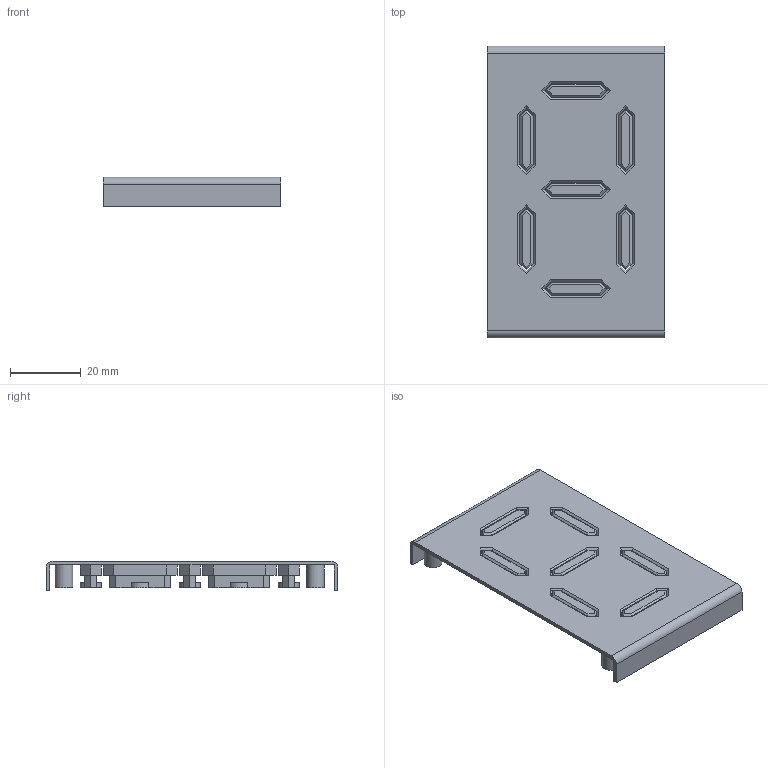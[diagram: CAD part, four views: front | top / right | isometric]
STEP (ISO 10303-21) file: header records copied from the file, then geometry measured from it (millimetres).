
FILE_DESCRIPTION(/* description */ (''),/* implementation_level */ '2;1');
FILE_NAME(/* name */ 'Mechanical Display v2.1.step',/* time_stamp */ '2021-04-19T00:16:11+06:00',/* author */ (''),/* organization */ (''),/* preprocessor_version */ 'ST-DEVELOPER v18.1',/* originating_system */ 'Autodesk Translation Framework v10.6.0.1341',/* authorisation */ '');
FILE_SCHEMA (('AUTOMOTIVE_DESIGN { 1 0 10303 214 3 1 1 }'));
Length unit declared in the file: millimetre
Products named in the file (4): Mechanical Display v2.1; Face; Segment; Magnet
Assembly tree (15 placements, depth 2):
  Mechanical Display v2.1
    Segment  x7
    Face
    Magnet  x7
Bounding box: 50.2 x 82.5 x 8.3 mm (x, y, z)
Volume: 7348.2 mm3; surface area: 16212.5 mm2
Topology: 15 solids, 15 shells, 378 faces, 915 edges, 582 vertices
Faces by surface type: plane 333, cylinder 45
Full cylindrical faces by diameter (mm): 3 x4, 5 x4, 6 x7
Entity records: 5721 total; most frequent: CARTESIAN_POINT 971, ORIENTED_EDGE 930, DIRECTION 919, EDGE_CURVE 465, LINE 435, VECTOR 435, VERTEX_POINT 294, AXIS2_PLACEMENT_3D 242
